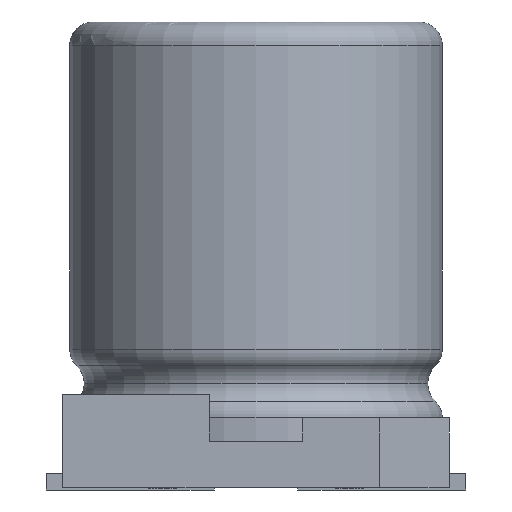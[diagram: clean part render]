
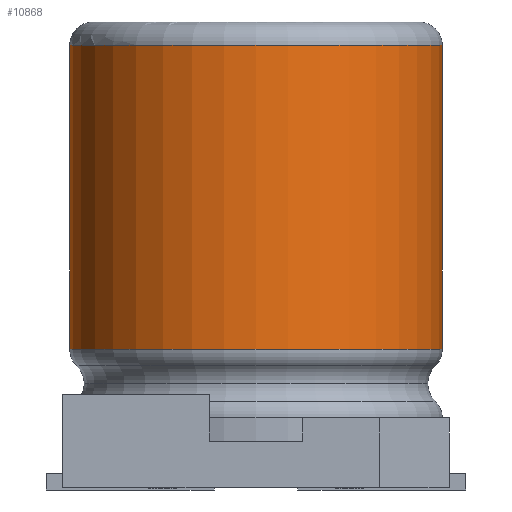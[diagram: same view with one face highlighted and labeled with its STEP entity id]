
A CAD part, front view. The second image highlights one B-rep face of the part: STEP entity #10868.
In plain terms, the highlighted cylindrical face has radius 4 mm (diameter 8 mm), a partial arc.
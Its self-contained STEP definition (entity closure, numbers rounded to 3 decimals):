
#181 = CARTESIAN_POINT ( 'NONE',  ( -4., 0., 2.973 ) ) ;
#199 = CARTESIAN_POINT ( 'NONE',  ( -4., 0., 9.5 ) ) ;
#340 = CIRCLE ( 'NONE', #11735, 4. ) ;
#405 = DIRECTION ( 'NONE',  ( 0., 0., -1. ) ) ;
#915 = EDGE_CURVE ( 'NONE', #2439, #5338, #340, .T. ) ;
#1179 = ORIENTED_EDGE ( 'NONE', *, *, #915, .T. ) ;
#1915 = LINE ( 'NONE', #7192, #11891 ) ;
#2439 = VERTEX_POINT ( 'NONE', #181 ) ;
#2752 = CARTESIAN_POINT ( 'NONE',  ( 0., 0., 31.314 ) ) ;
#2827 = ORIENTED_EDGE ( 'NONE', *, *, #10893, .T. ) ;
#2872 = EDGE_CURVE ( 'NONE', #10838, #5338, #5890, .T. ) ;
#3461 = DIRECTION ( 'NONE',  ( 0., 0., 1. ) ) ;
#3569 = AXIS2_PLACEMENT_3D ( 'NONE', #8210, #405, #12667 ) ;
#3770 = CYLINDRICAL_SURFACE ( 'NONE', #13572, 4. ) ;
#3838 = DIRECTION ( 'NONE',  ( -1., 0., 0. ) ) ;
#4444 = ORIENTED_EDGE ( 'NONE', *, *, #6319, .T. ) ;
#4825 = CARTESIAN_POINT ( 'NONE',  ( 4., 0., 31.314 ) ) ;
#5067 = VECTOR ( 'NONE', #6922, 1000. ) ;
#5338 = VERTEX_POINT ( 'NONE', #8382 ) ;
#5890 = LINE ( 'NONE', #4825, #5067 ) ;
#6319 = EDGE_CURVE ( 'NONE', #10171, #2439, #1915, .T. ) ;
#6809 = CIRCLE ( 'NONE', #3569, 4. ) ;
#6922 = DIRECTION ( 'NONE',  ( 0., 0., -1. ) ) ;
#6966 = DIRECTION ( 'NONE',  ( 0., 0., -1. ) ) ;
#7095 = CARTESIAN_POINT ( 'NONE',  ( 4., 0., 9.5 ) ) ;
#7192 = CARTESIAN_POINT ( 'NONE',  ( -4., 0., 31.314 ) ) ;
#7269 = DIRECTION ( 'NONE',  ( 0., 0., -1. ) ) ;
#7879 = DIRECTION ( 'NONE',  ( -1., 0., 0. ) ) ;
#8210 = CARTESIAN_POINT ( 'NONE',  ( 0., 0., 9.5 ) ) ;
#8382 = CARTESIAN_POINT ( 'NONE',  ( 4., 0., 2.973 ) ) ;
#8973 = CARTESIAN_POINT ( 'NONE',  ( 0., 0., 2.973 ) ) ;
#10171 = VERTEX_POINT ( 'NONE', #199 ) ;
#10353 = FACE_OUTER_BOUND ( 'NONE', #11242, .T. ) ;
#10838 = VERTEX_POINT ( 'NONE', #7095 ) ;
#10868 = ADVANCED_FACE ( 'NONE', ( #10353 ), #3770, .T. ) ;
#10893 = EDGE_CURVE ( 'NONE', #10838, #10171, #6809, .T. ) ;
#11242 = EDGE_LOOP ( 'NONE', ( #13446, #2827, #4444, #1179 ) ) ;
#11735 = AXIS2_PLACEMENT_3D ( 'NONE', #8973, #3461, #7879 ) ;
#11891 = VECTOR ( 'NONE', #7269, 1000. ) ;
#12667 = DIRECTION ( 'NONE',  ( 1., 0., 0. ) ) ;
#13446 = ORIENTED_EDGE ( 'NONE', *, *, #2872, .F. ) ;
#13572 = AXIS2_PLACEMENT_3D ( 'NONE', #2752, #6966, #3838 ) ;
